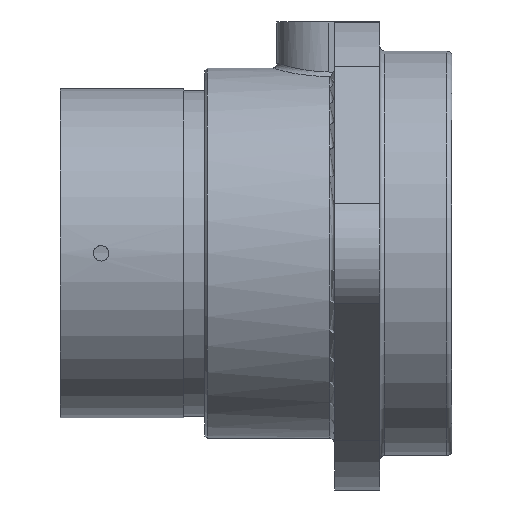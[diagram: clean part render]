
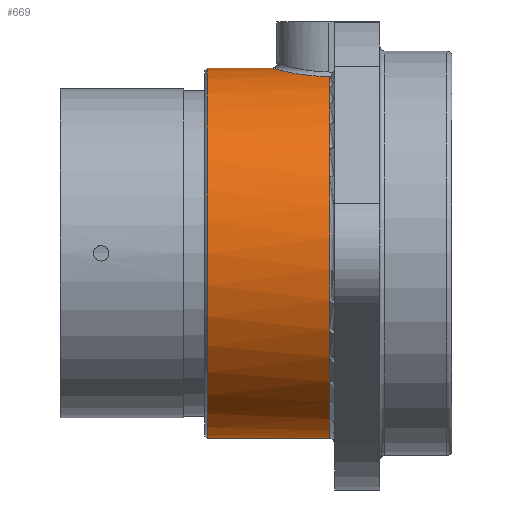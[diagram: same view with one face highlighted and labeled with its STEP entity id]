
A CAD part, front view. The second image highlights one B-rep face of the part: STEP entity #669.
In plain terms, the highlighted cylindrical face has radius 57.15 mm (diameter 114.3 mm), a full revolution.
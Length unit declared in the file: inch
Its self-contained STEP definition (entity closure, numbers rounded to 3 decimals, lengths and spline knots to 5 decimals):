
#34=B_SPLINE_CURVE_WITH_KNOTS($,3,(#1239,#1240,#1241,#1242,#1243,#1244,
#1245,#1246,#1247,#1248,#1249,#1250,#1251,#1252,#1253,#1254,#1255,#1256,
#1257,#1258,#1259,#1260,#1261),.UNSPECIFIED.,.F.,.F.,(4,1,1,1,1,1,1,1,1,
1,1,1,1,1,1,1,1,1,1,1,4),(0.06012,0.33387,0.4568,
0.6617,0.98953,1.20808,1.24906,1.31736,
1.48127,1.64519,1.72715,1.78862,1.80911,
1.89106,1.93204,1.94741,1.95253,1.96278,
1.97302,2.05498,2.24677),.UNSPECIFIED.);
#114=CYLINDRICAL_SURFACE($,#730,2.25);
#136=FACE_BOUND($,#228,.T.);
#180=FACE_OUTER_BOUND($,#227,.T.);
#227=EDGE_LOOP($,(#527));
#228=EDGE_LOOP($,(#528,#529));
#313=CIRCLE($,#731,2.25);
#314=CIRCLE($,#732,2.25);
#368=VERTEX_POINT($,#1227);
#369=VERTEX_POINT($,#1238);
#373=VERTEX_POINT($,#1287);
#434=EDGE_CURVE($,#368,#369,#34,.T.);
#441=EDGE_CURVE($,#373,#373,#313,.T.);
#442=EDGE_CURVE($,#369,#368,#314,.T.);
#527=ORIENTED_EDGE($,*,*,#441,.T.);
#528=ORIENTED_EDGE($,*,*,#434,.F.);
#529=ORIENTED_EDGE($,*,*,#442,.F.);
#669=ADVANCED_FACE($,(#180,#136),#114,.T.);
#730=AXIS2_PLACEMENT_3D($,#1286,#851,#852);
#731=AXIS2_PLACEMENT_3D($,#1288,#853,#854);
#732=AXIS2_PLACEMENT_3D($,#1289,#855,#856);
#851=DIRECTION('center_axis',(1.,0.,0.));
#852=DIRECTION('ref_axis',(0.,1.,0.));
#853=DIRECTION('center_axis',(1.,0.,0.));
#854=DIRECTION('ref_axis',(0.,1.,0.));
#855=DIRECTION('center_axis',(1.,0.,0.));
#856=DIRECTION('ref_axis',(0.,0.,
-1.));
#1227=CARTESIAN_POINT('',(36.74508,-7.44526,2.14885));
#1238=CARTESIAN_POINT('',(36.74508,-8.77935,2.14885));
#1239=CARTESIAN_POINT('Ctrl Pts',(36.74507,-7.4453,2.1489));
#1240=CARTESIAN_POINT('Ctrl Pts',(36.65372,-7.44349,2.14842));
#1241=CARTESIAN_POINT('Ctrl Pts',(36.5203,-7.46686,2.15591));
#1242=CARTESIAN_POINT('Ctrl Pts',(36.3414,-7.55525,2.18049));
#1243=CARTESIAN_POINT('Ctrl Pts',(36.17423,-7.6937,2.21376));
#1244=CARTESIAN_POINT('Ctrl Pts',(36.05608,-7.91529,2.24682));
#1245=CARTESIAN_POINT('Ctrl Pts',(36.04039,-8.10808,2.25137));
#1246=CARTESIAN_POINT('Ctrl Pts',(36.05233,-8.21387,2.24793));
#1247=CARTESIAN_POINT('Ctrl Pts',(36.0695,-8.30113,2.24305));
#1248=CARTESIAN_POINT('Ctrl Pts',(36.11592,-8.42186,2.23016));
#1249=CARTESIAN_POINT('Ctrl Pts',(36.193,-8.53226,2.21111));
#1250=CARTESIAN_POINT('Ctrl Pts',(36.26403,-8.60289,2.19605));
#1251=CARTESIAN_POINT('Ctrl Pts',(36.30602,-8.6368,2.18808));
#1252=CARTESIAN_POINT('Ctrl Pts',(36.34995,-8.66814,2.18035));
#1253=CARTESIAN_POINT('Ctrl Pts',(36.39041,-8.69272,2.17393));
#1254=CARTESIAN_POINT('Ctrl Pts',(36.43123,-8.71285,2.1684));
#1255=CARTESIAN_POINT('Ctrl Pts',(36.44986,-8.72113,2.16608));
#1256=CARTESIAN_POINT('Ctrl Pts',(36.45923,-8.72513,2.16495));
#1257=CARTESIAN_POINT('Ctrl Pts',(36.46709,-8.72838,2.16403));
#1258=CARTESIAN_POINT('Ctrl Pts',(36.49877,-8.74093,2.16044));
#1259=CARTESIAN_POINT('Ctrl Pts',(36.58931,-8.77012,2.15179));
#1260=CARTESIAN_POINT('Ctrl Pts',(36.68109,-8.78067,2.14848));
#1261=CARTESIAN_POINT('Ctrl Pts',(36.74508,-8.77934,2.14887));
#1286=CARTESIAN_POINT('Origin',(36.03258,-8.1123,0.));
#1287=CARTESIAN_POINT('',(35.26008,-5.8623,0.));
#1288=CARTESIAN_POINT('Origin',(35.26008,-8.1123,0.));
#1289=CARTESIAN_POINT('Origin',(36.74508,-8.1123,0.));
